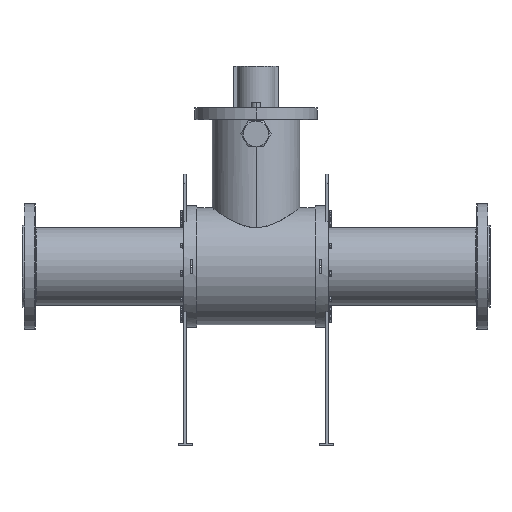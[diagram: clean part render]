
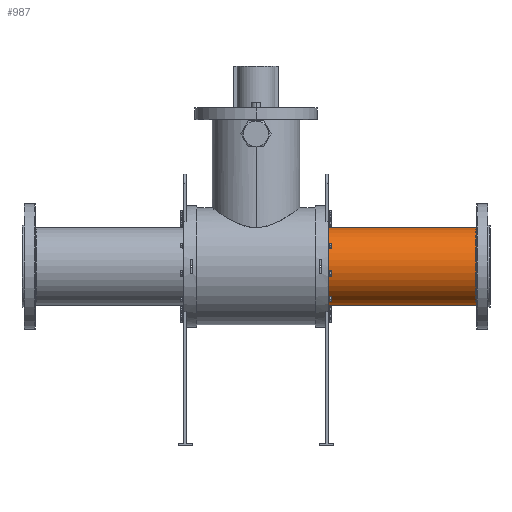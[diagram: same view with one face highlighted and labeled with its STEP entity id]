
A CAD part, top view. The second image highlights one B-rep face of the part: STEP entity #987.
In plain terms, the highlighted cylindrical face has radius 177.5 mm (diameter 355 mm), a partial arc.
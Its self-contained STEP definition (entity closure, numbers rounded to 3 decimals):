
#15 = DIRECTION ( 'NONE',  ( -1., 0., 0. ) ) ;
#366 = CARTESIAN_POINT ( 'NONE',  ( -1070., 0., 0. ) ) ;
#987 = ADVANCED_FACE ( 'NONE', ( #2595 ), #5908, .T. ) ;
#1048 = CARTESIAN_POINT ( 'NONE',  ( -1070., -177.5, 0. ) ) ;
#1280 = LINE ( 'NONE', #12568, #4389 ) ;
#1419 = DIRECTION ( 'NONE',  ( -1., 0., 0. ) ) ;
#2137 = CARTESIAN_POINT ( 'NONE',  ( 1005., -177.5, 0. ) ) ;
#2595 = FACE_OUTER_BOUND ( 'NONE', #6999, .T. ) ;
#2685 = DIRECTION ( 'NONE',  ( -1., 0., 0. ) ) ;
#3003 = AXIS2_PLACEMENT_3D ( 'NONE', #10076, #11468, #8059 ) ;
#3256 = CIRCLE ( 'NONE', #3003, 177.5 ) ;
#4389 = VECTOR ( 'NONE', #2685, 1000. ) ;
#4661 = DIRECTION ( 'NONE',  ( -1., 0., 0. ) ) ;
#5306 = EDGE_CURVE ( 'NONE', #7296, #12029, #1280, .T. ) ;
#5366 = EDGE_CURVE ( 'NONE', #13764, #7296, #10743, .T. ) ;
#5399 = VERTEX_POINT ( 'NONE', #11601 ) ;
#5536 = CARTESIAN_POINT ( 'NONE',  ( 1005., 177.5, 0. ) ) ;
#5908 = CYLINDRICAL_SURFACE ( 'NONE', #9133, 177.5 ) ;
#6058 = CARTESIAN_POINT ( 'NONE',  ( 1005., 0., 0. ) ) ;
#6096 = VECTOR ( 'NONE', #15, 1000. ) ;
#6257 = ORIENTED_EDGE ( 'NONE', *, *, #9097, .F. ) ;
#6259 = AXIS2_PLACEMENT_3D ( 'NONE', #6058, #1419, #13732 ) ;
#6999 = EDGE_LOOP ( 'NONE', ( #10172, #11357, #13040, #6257 ) ) ;
#7296 = VERTEX_POINT ( 'NONE', #5536 ) ;
#8059 = DIRECTION ( 'NONE',  ( 0., 0., -1. ) ) ;
#9097 = EDGE_CURVE ( 'NONE', #13764, #5399, #14551, .T. ) ;
#9133 = AXIS2_PLACEMENT_3D ( 'NONE', #366, #4661, #10335 ) ;
#10076 = CARTESIAN_POINT ( 'NONE',  ( 330., 0., 0. ) ) ;
#10172 = ORIENTED_EDGE ( 'NONE', *, *, #5366, .T. ) ;
#10209 = EDGE_CURVE ( 'NONE', #12029, #5399, #3256, .T. ) ;
#10335 = DIRECTION ( 'NONE',  ( 0., -1., 0. ) ) ;
#10743 = CIRCLE ( 'NONE', #6259, 177.5 ) ;
#11357 = ORIENTED_EDGE ( 'NONE', *, *, #5306, .T. ) ;
#11468 = DIRECTION ( 'NONE',  ( 1., 0., 0. ) ) ;
#11601 = CARTESIAN_POINT ( 'NONE',  ( 330., -177.5, 0. ) ) ;
#12029 = VERTEX_POINT ( 'NONE', #13161 ) ;
#12568 = CARTESIAN_POINT ( 'NONE',  ( -1070., 177.5, 0. ) ) ;
#13040 = ORIENTED_EDGE ( 'NONE', *, *, #10209, .T. ) ;
#13161 = CARTESIAN_POINT ( 'NONE',  ( 330., 177.5, 0. ) ) ;
#13732 = DIRECTION ( 'NONE',  ( 0., 1., 0. ) ) ;
#13764 = VERTEX_POINT ( 'NONE', #2137 ) ;
#14551 = LINE ( 'NONE', #1048, #6096 ) ;
